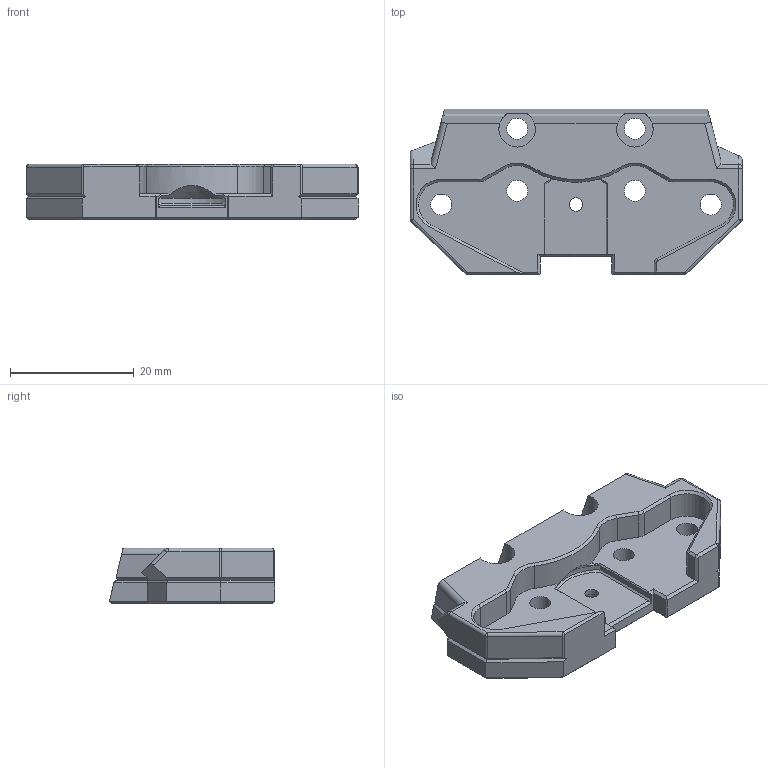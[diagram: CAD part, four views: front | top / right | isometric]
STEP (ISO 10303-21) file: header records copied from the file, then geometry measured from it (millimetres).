
FILE_DESCRIPTION(/* description */ ('STEP AP242','CAx-IF Rec.Pracs.---Representation and Presentation of Product Manufacturing Information (PMI)---4.0---2014-10-13','CAx-IF Rec.Pracs.---3D Tessellated Geometry---0.4---2014-09-14','2;1'),/* implementation_level */ '2;1');
FILE_NAME(/* name */ '689f3406b527b3470076ba50',/* time_stamp */ '2025-08-15T13:20:08Z',/* author */ (''),/* organization */ (''),/* preprocessor_version */ 'ST-DEVELOPER v20',/* originating_system */ 'ONSHAPE BY PTC INC, 1.202',/* authorisation */ ' ');
FILE_SCHEMA (('AP242_MANAGED_MODEL_BASED_3D_ENGINEERING_MIM_LF { 1 0 10303 442 1 1 4 }'));
Length unit declared in the file: metre
Products named in the file (1): Crossbow cutter holder - LGX-L_VZHex
Bounding box: 53.59 x 26.67 x 9 mm (x, y, z)
Volume: 7032.8 mm3; surface area: 4356.4 mm2
Topology: 1 solids, 1 shells, 198 faces, 503 edges, 305 vertices
Faces by surface type: plane 138, cylinder 33, cone 20, torus 3, sphere 2, bspline 2
Full cylindrical faces by diameter (mm): 2.2 x1, 3.4 x6, 6 x2
Entity records: 5791 total; most frequent: CARTESIAN_POINT 1053, DIRECTION 978, ORIENTED_EDGE 960, EDGE_CURVE 480, LINE 340, VECTOR 340, AXIS2_PLACEMENT_3D 319, VERTEX_POINT 301
